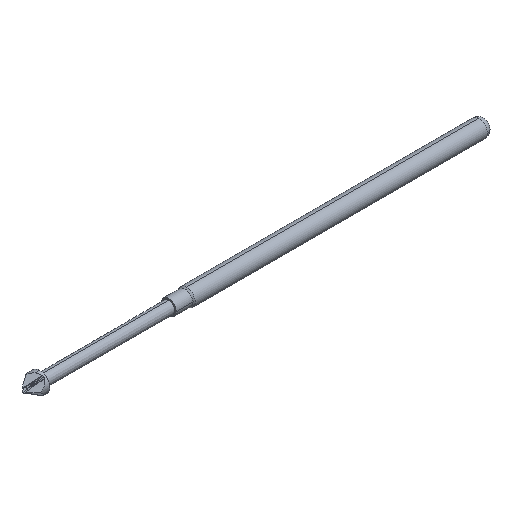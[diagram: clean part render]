
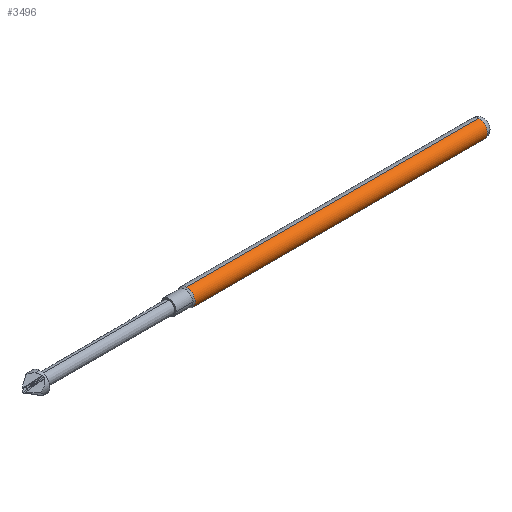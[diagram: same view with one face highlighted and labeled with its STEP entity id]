
A CAD part, isometric view. The second image highlights one B-rep face of the part: STEP entity #3496.
In plain terms, the highlighted cylindrical face has radius 0.683 mm (diameter 1.367 mm), a partial arc.
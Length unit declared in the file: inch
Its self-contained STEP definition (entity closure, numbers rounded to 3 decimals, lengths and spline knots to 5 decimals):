
#128 = VERTEX_POINT ( 'NONE', #1709 ) ;
#172 = DIRECTION ( 'NONE',  ( 0., 0., 1. ) ) ;
#398 = DIRECTION ( 'NONE',  ( 1., 0., 0. ) ) ;
#455 = EDGE_CURVE ( 'NONE', #6076, #5664, #5994, .T. ) ;
#559 = CARTESIAN_POINT ( 'NONE',  ( 0.92373, 0., 0. ) ) ;
#760 = CARTESIAN_POINT ( 'NONE',  ( 0.92373, 0., 0. ) ) ;
#885 = VECTOR ( 'NONE', #1037, 39.37008 ) ;
#946 = CARTESIAN_POINT ( 'NONE',  ( 0., 0., 0. ) ) ;
#1037 = DIRECTION ( 'NONE',  ( -1., 0., 0. ) ) ;
#1056 = ORIENTED_EDGE ( 'NONE', *, *, #5053, .F. ) ;
#1115 = VERTEX_POINT ( 'NONE', #2533 ) ;
#1297 = AXIS2_PLACEMENT_3D ( 'NONE', #559, #4377, #4962 ) ;
#1365 = CARTESIAN_POINT ( 'NONE',  ( 0.94349, 0., -0.0269 ) ) ;
#1427 = DIRECTION ( 'NONE',  ( 1., 0., 0. ) ) ;
#1445 = DIRECTION ( 'NONE',  ( -1., 0., 0. ) ) ;
#1502 = VERTEX_POINT ( 'NONE', #3121 ) ;
#1534 = DIRECTION ( 'NONE',  ( 0., 1., 0. ) ) ;
#1709 = CARTESIAN_POINT ( 'NONE',  ( 0., 0., -0.0269 ) ) ;
#1831 = CARTESIAN_POINT ( 'NONE',  ( 0.94349, 0., 0. ) ) ;
#2251 = CARTESIAN_POINT ( 'NONE',  ( 0.92373, 0., -0.0269 ) ) ;
#2351 = CIRCLE ( 'NONE', #1297, 0.0269 ) ;
#2459 = CIRCLE ( 'NONE', #7130, 0.0269 ) ;
#2533 = CARTESIAN_POINT ( 'NONE',  ( 0.92373, -0.0269, 0. ) ) ;
#2543 = VERTEX_POINT ( 'NONE', #2251 ) ;
#2616 = EDGE_LOOP ( 'NONE', ( #6325, #1056, #4255, #5084, #4217, #4265 ) ) ;
#2672 = CARTESIAN_POINT ( 'NONE',  ( 0.92373, 0., 0.0269 ) ) ;
#2695 = CIRCLE ( 'NONE', #5720, 0.0269 ) ;
#3121 = CARTESIAN_POINT ( 'NONE',  ( 0., -0.0269, 0. ) ) ;
#3311 = CARTESIAN_POINT ( 'NONE',  ( 0., 0., 0.0269 ) ) ;
#3496 = ADVANCED_FACE ( 'NONE', ( #4613 ), #5054, .T. ) ;
#3588 = DIRECTION ( 'NONE',  ( 0., 1., 0. ) ) ;
#3749 = EDGE_CURVE ( 'NONE', #5664, #1502, #2695, .T. ) ;
#4031 = DIRECTION ( 'NONE',  ( -1., 0., 0. ) ) ;
#4097 = CIRCLE ( 'NONE', #4920, 0.0269 ) ;
#4217 = ORIENTED_EDGE ( 'NONE', *, *, #3749, .T. ) ;
#4255 = ORIENTED_EDGE ( 'NONE', *, *, #5796, .F. ) ;
#4256 = CARTESIAN_POINT ( 'NONE',  ( 0., 0., 0. ) ) ;
#4265 = ORIENTED_EDGE ( 'NONE', *, *, #5259, .T. ) ;
#4377 = DIRECTION ( 'NONE',  ( 1., 0., 0. ) ) ;
#4451 = EDGE_CURVE ( 'NONE', #2543, #128, #5837, .T. ) ;
#4613 = FACE_OUTER_BOUND ( 'NONE', #2616, .T. ) ;
#4873 = DIRECTION ( 'NONE',  ( 0., 1., 0. ) ) ;
#4920 = AXIS2_PLACEMENT_3D ( 'NONE', #760, #1427, #3588 ) ;
#4962 = DIRECTION ( 'NONE',  ( 0., 1., 0. ) ) ;
#5053 = EDGE_CURVE ( 'NONE', #1115, #2543, #2351, .T. ) ;
#5054 = CYLINDRICAL_SURFACE ( 'NONE', #7117, 0.0269 ) ;
#5084 = ORIENTED_EDGE ( 'NONE', *, *, #455, .T. ) ;
#5259 = EDGE_CURVE ( 'NONE', #1502, #128, #2459, .T. ) ;
#5415 = CARTESIAN_POINT ( 'NONE',  ( 0.94349, 0., 0.0269 ) ) ;
#5664 = VERTEX_POINT ( 'NONE', #3311 ) ;
#5720 = AXIS2_PLACEMENT_3D ( 'NONE', #946, #6545, #1534 ) ;
#5796 = EDGE_CURVE ( 'NONE', #6076, #1115, #4097, .T. ) ;
#5837 = LINE ( 'NONE', #1365, #6517 ) ;
#5994 = LINE ( 'NONE', #5415, #885 ) ;
#6076 = VERTEX_POINT ( 'NONE', #2672 ) ;
#6325 = ORIENTED_EDGE ( 'NONE', *, *, #4451, .F. ) ;
#6517 = VECTOR ( 'NONE', #1445, 39.37008 ) ;
#6545 = DIRECTION ( 'NONE',  ( 1., 0., 0. ) ) ;
#7117 = AXIS2_PLACEMENT_3D ( 'NONE', #1831, #4031, #172 ) ;
#7130 = AXIS2_PLACEMENT_3D ( 'NONE', #4256, #398, #4873 ) ;
